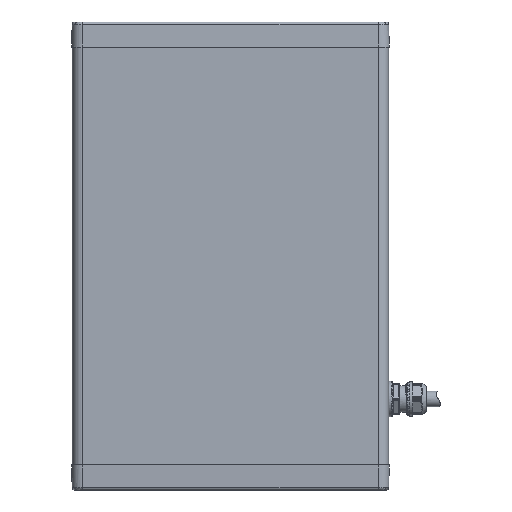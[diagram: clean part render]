
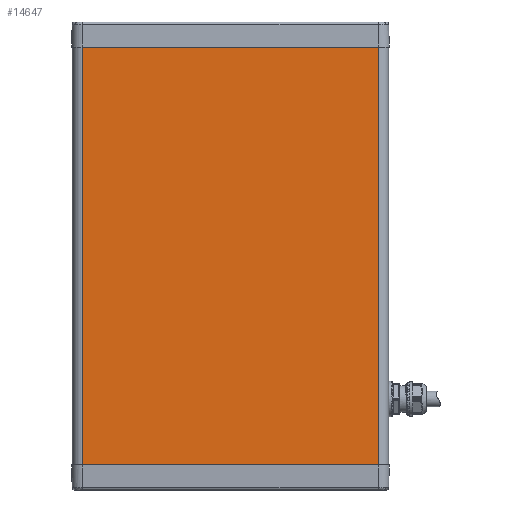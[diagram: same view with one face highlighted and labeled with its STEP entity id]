
A CAD part, front view. The second image highlights one B-rep face of the part: STEP entity #14647.
In plain terms, the highlighted planar face has unit normal (0, -1, 0).
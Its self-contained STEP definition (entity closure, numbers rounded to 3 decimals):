
#1930 = CARTESIAN_POINT ( 'NONE',  ( -112., 0., 158.5 ) ) ;
#3299 = LINE ( 'NONE', #37123, #23796 ) ;
#3841 = CARTESIAN_POINT ( 'NONE',  ( -112., 0., -158.5 ) ) ;
#4401 = DIRECTION ( 'NONE',  ( 0., 1., 0. ) ) ;
#5713 = VERTEX_POINT ( 'NONE', #45617 ) ;
#9642 = FACE_OUTER_BOUND ( 'NONE', #45062, .T. ) ;
#10460 = LINE ( 'NONE', #36551, #21804 ) ;
#10646 = EDGE_CURVE ( 'NONE', #27874, #36246, #3299, .T. ) ;
#13020 = CARTESIAN_POINT ( 'NONE',  ( 112., 0., -158.5 ) ) ;
#13752 = VECTOR ( 'NONE', #46995, 1000. ) ;
#14337 = DIRECTION ( 'NONE',  ( 1., 0., 0. ) ) ;
#14647 = ADVANCED_FACE ( 'NONE', ( #9642 ), #20573, .F. ) ;
#16375 = EDGE_CURVE ( 'NONE', #39306, #5713, #10460, .T. ) ;
#19197 = DIRECTION ( 'NONE',  ( -1., 0., 0. ) ) ;
#19251 = ORIENTED_EDGE ( 'NONE', *, *, #29659, .T. ) ;
#20573 = PLANE ( 'NONE',  #31857 ) ;
#21804 = VECTOR ( 'NONE', #14337, 1000. ) ;
#23796 = VECTOR ( 'NONE', #47543, 1000. ) ;
#24488 = EDGE_CURVE ( 'NONE', #36246, #5713, #27192, .T. ) ;
#27192 = LINE ( 'NONE', #38273, #34307 ) ;
#27874 = VERTEX_POINT ( 'NONE', #3841 ) ;
#29659 = EDGE_CURVE ( 'NONE', #39306, #27874, #35639, .T. ) ;
#30988 = ORIENTED_EDGE ( 'NONE', *, *, #10646, .T. ) ;
#31857 = AXIS2_PLACEMENT_3D ( 'NONE', #39144, #4401, #19197 ) ;
#32497 = CARTESIAN_POINT ( 'NONE',  ( -112., 0., 158.5 ) ) ;
#34307 = VECTOR ( 'NONE', #41910, 1000. ) ;
#35639 = LINE ( 'NONE', #32497, #13752 ) ;
#36246 = VERTEX_POINT ( 'NONE', #13020 ) ;
#36551 = CARTESIAN_POINT ( 'NONE',  ( 0.2, 0., 158.5 ) ) ;
#37123 = CARTESIAN_POINT ( 'NONE',  ( -120., 0., -158.5 ) ) ;
#38273 = CARTESIAN_POINT ( 'NONE',  ( 112., 0., 158.5 ) ) ;
#38625 = ORIENTED_EDGE ( 'NONE', *, *, #16375, .F. ) ;
#39144 = CARTESIAN_POINT ( 'NONE',  ( -120., 0., 158.5 ) ) ;
#39306 = VERTEX_POINT ( 'NONE', #1930 ) ;
#41910 = DIRECTION ( 'NONE',  ( 0., 0., 1. ) ) ;
#45062 = EDGE_LOOP ( 'NONE', ( #30988, #45751, #38625, #19251 ) ) ;
#45617 = CARTESIAN_POINT ( 'NONE',  ( 112., 0., 158.5 ) ) ;
#45751 = ORIENTED_EDGE ( 'NONE', *, *, #24488, .T. ) ;
#46995 = DIRECTION ( 'NONE',  ( 0., 0., -1. ) ) ;
#47543 = DIRECTION ( 'NONE',  ( 1., 0., 0. ) ) ;
